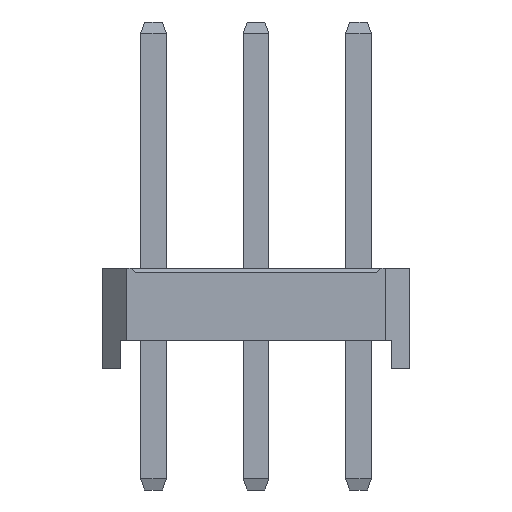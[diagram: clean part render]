
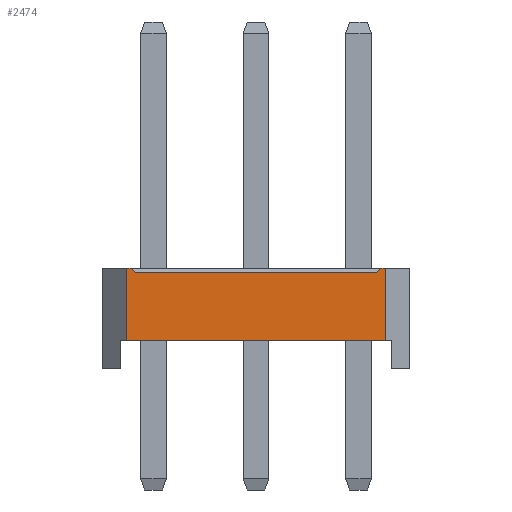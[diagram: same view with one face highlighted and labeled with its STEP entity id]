
A CAD part, left-side view. The second image highlights one B-rep face of the part: STEP entity #2474.
In plain terms, the highlighted planar face has unit normal (-1, 0, 0).
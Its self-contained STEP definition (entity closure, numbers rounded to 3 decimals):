
#2474=ADVANCED_FACE('',(#9617),#9619,.T.);
#9617=FACE_BOUND('',#9618,.T.);
#9618=EDGE_LOOP('',(#15139,#15140,#15141,#15142,#15143,#15144,#15145,#15146));
#9619=PLANE('',#9620);
#9620=AXIS2_PLACEMENT_3D('',#9621,#9622,#9623);
#9621=CARTESIAN_POINT('',(-1.27,5.75,0.));
#9622=DIRECTION('',(-1.,0.,0.));
#9623=DIRECTION('',(0.,-1.,0.));
#15139=ORIENTED_EDGE('',*,*,#18528,.F.);
#15140=ORIENTED_EDGE('',*,*,#18529,.T.);
#15141=ORIENTED_EDGE('',*,*,#18530,.F.);
#15142=ORIENTED_EDGE('',*,*,#17759,.F.);
#15143=ORIENTED_EDGE('',*,*,#18531,.F.);
#15144=ORIENTED_EDGE('',*,*,#17506,.T.);
#15145=ORIENTED_EDGE('',*,*,#18527,.T.);
#15146=ORIENTED_EDGE('',*,*,#17763,.F.);
#17506=EDGE_CURVE('',#19472,#19470,#19473,.T.);
#17759=EDGE_CURVE('',#19976,#19978,#19979,.T.);
#17763=EDGE_CURVE('',#19984,#19986,#19987,.T.);
#18527=EDGE_CURVE('',#19470,#19986,#21245,.T.);
#18528=EDGE_CURVE('',#21246,#19984,#21247,.F.);
#18529=EDGE_CURVE('',#21246,#21248,#21249,.T.);
#18530=EDGE_CURVE('',#19978,#21248,#21250,.F.);
#18531=EDGE_CURVE('',#19472,#19976,#21251,.T.);
#19470=VERTEX_POINT('',#22648);
#19472=VERTEX_POINT('',#22652);
#19473=LINE('',#22653,#22654);
#19976=VERTEX_POINT('',#23660);
#19978=VERTEX_POINT('',#23664);
#19979=LINE('',#23665,#23666);
#19984=VERTEX_POINT('',#23676);
#19986=VERTEX_POINT('',#23680);
#19987=LINE('',#23681,#23682);
#21245=LINE('',#26467,#26468);
#21246=VERTEX_POINT('',#26470);
#21247=LINE('',#26471,#26472);
#21248=VERTEX_POINT('',#26474);
#21249=LINE('',#26475,#26476);
#21250=LINE('',#26478,#26479);
#21251=LINE('',#26481,#26482);
#22648=CARTESIAN_POINT('',(-1.27,-0.67,0.7));
#22652=CARTESIAN_POINT('',(-1.27,5.75,0.7));
#22653=CARTESIAN_POINT('',(-1.27,5.75,0.7));
#22654=VECTOR('',#22655,1.);
#22655=DIRECTION('',(0.,-1.,0.));
#23660=CARTESIAN_POINT('',(-1.27,5.75,2.5));
#23664=CARTESIAN_POINT('',(-1.27,5.63,2.5));
#23665=CARTESIAN_POINT('',(-1.27,5.75,2.5));
#23666=VECTOR('',#23667,1.);
#23667=DIRECTION('',(0.,-1.,0.));
#23676=CARTESIAN_POINT('',(-1.27,-0.55,2.5));
#23680=CARTESIAN_POINT('',(-1.27,-0.67,2.5));
#23681=CARTESIAN_POINT('',(-1.27,-0.55,2.5));
#23682=VECTOR('',#23683,1.);
#23683=DIRECTION('',(0.,-1.,0.));
#26467=CARTESIAN_POINT('',(-1.27,-0.67,0.7));
#26468=VECTOR('',#26469,1.);
#26469=DIRECTION('',(0.,0.,1.));
#26470=CARTESIAN_POINT('',(-1.27,-0.45,2.4));
#26471=CARTESIAN_POINT('',(-1.27,-0.55,2.5));
#26472=VECTOR('',#26473,1.);
#26473=DIRECTION('',(0.,0.707,-0.707));
#26474=CARTESIAN_POINT('',(-1.27,5.53,2.4));
#26475=CARTESIAN_POINT('',(-1.27,-0.45,2.4));
#26476=VECTOR('',#26477,1.);
#26477=DIRECTION('',(0.,1.,0.));
#26478=CARTESIAN_POINT('',(-1.27,5.53,2.4));
#26479=VECTOR('',#26480,1.);
#26480=DIRECTION('',(0.,0.707,0.707));
#26481=CARTESIAN_POINT('',(-1.27,5.75,0.7));
#26482=VECTOR('',#26483,1.);
#26483=DIRECTION('',(0.,0.,1.));
